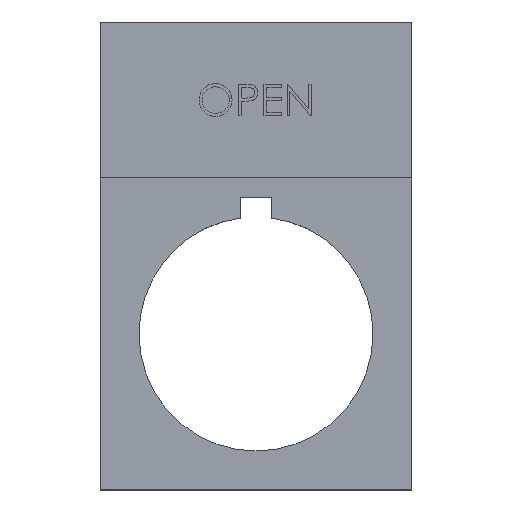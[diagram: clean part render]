
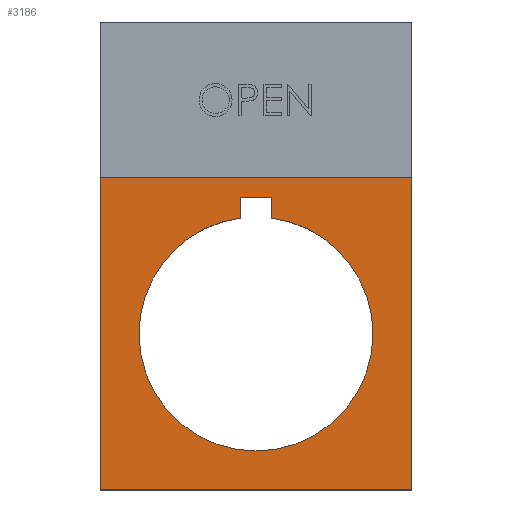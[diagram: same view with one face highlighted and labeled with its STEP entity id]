
A CAD part, top view. The second image highlights one B-rep face of the part: STEP entity #3186.
In plain terms, the highlighted planar face has unit normal (0, 0, 1).
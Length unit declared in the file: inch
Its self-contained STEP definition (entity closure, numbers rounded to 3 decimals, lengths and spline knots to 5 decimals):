
#5 = LINE ( 'NONE', #1862, #2285 ) ;
#77 = DIRECTION ( 'NONE',  ( -1., 0., 0. ) ) ;
#113 = LINE ( 'NONE', #607, #1780 ) ;
#174 = ORIENTED_EDGE ( 'NONE', *, *, #2388, .F. ) ;
#225 = CARTESIAN_POINT ( 'NONE',  ( 0.59055, -0.59055, 0.01969 ) ) ;
#244 = CARTESIAN_POINT ( 'NONE',  ( 0.05906, 0.43896, 0.01969 ) ) ;
#277 = CARTESIAN_POINT ( 'NONE',  ( 0.05906, 0.43896, 0.01969 ) ) ;
#289 = DIRECTION ( 'NONE',  ( 1., 0., 0. ) ) ;
#299 = CARTESIAN_POINT ( 'NONE',  ( 0.59055, 0.59055, 0.01969 ) ) ;
#400 = CARTESIAN_POINT ( 'NONE',  ( -0.59055, -0.59055, 0.01969 ) ) ;
#481 = CARTESIAN_POINT ( 'NONE',  ( -0.59055, 1.1811, 0.01969 ) ) ;
#524 = DIRECTION ( 'NONE',  ( 0., 0., -1. ) ) ;
#562 = AXIS2_PLACEMENT_3D ( 'NONE', #3443, #524, #2877 ) ;
#607 = CARTESIAN_POINT ( 'NONE',  ( 0.05906, 0.5177, 0.01969 ) ) ;
#695 = CIRCLE ( 'NONE', #562, 0.44291 ) ;
#701 = LINE ( 'NONE', #277, #1590 ) ;
#805 = CARTESIAN_POINT ( 'NONE',  ( 0.59055, 0.59055, 0.01969 ) ) ;
#817 = CARTESIAN_POINT ( 'NONE',  ( -0.59055, 0.59055, 0.01969 ) ) ;
#838 = DIRECTION ( 'NONE',  ( 0., 0., -1. ) ) ;
#883 = CARTESIAN_POINT ( 'NONE',  ( -0.05906, 0.5177, 0.01969 ) ) ;
#888 = DIRECTION ( 'NONE',  ( 0., 0., -1. ) ) ;
#916 = ORIENTED_EDGE ( 'NONE', *, *, #3386, .T. ) ;
#958 = VERTEX_POINT ( 'NONE', #3394 ) ;
#1004 = PLANE ( 'NONE',  #2927 ) ;
#1065 = EDGE_CURVE ( 'NONE', #2885, #3736, #2656, .T. ) ;
#1119 = CARTESIAN_POINT ( 'NONE',  ( 0.19685, 0.59055, 0.01969 ) ) ;
#1151 = AXIS2_PLACEMENT_3D ( 'NONE', #2884, #838, #2304 ) ;
#1181 = ORIENTED_EDGE ( 'NONE', *, *, #2969, .T. ) ;
#1201 = ORIENTED_EDGE ( 'NONE', *, *, #1065, .F. ) ;
#1219 = CARTESIAN_POINT ( 'NONE',  ( -0.44291, 0., 0.01969 ) ) ;
#1286 = CARTESIAN_POINT ( 'NONE',  ( 0., 0.29528, 0.01969 ) ) ;
#1337 = EDGE_LOOP ( 'NONE', ( #2727, #2453, #1181, #3140, #3133, #1350 ) ) ;
#1350 = ORIENTED_EDGE ( 'NONE', *, *, #1527, .T. ) ;
#1403 = CARTESIAN_POINT ( 'NONE',  ( 0.44291, 0., 0.01969 ) ) ;
#1412 = CARTESIAN_POINT ( 'NONE',  ( -0.05906, 0.5177, 0.01969 ) ) ;
#1434 = B_SPLINE_CURVE_WITH_KNOTS ( 'NONE', 3,
 ( #805, #1119, #3182, #817 ),
 .UNSPECIFIED., .F., .F.,
 ( 4, 4 ),
 ( 0., 1. ),
 .UNSPECIFIED. ) ;
#1449 = VERTEX_POINT ( 'NONE', #299 ) ;
#1527 = EDGE_CURVE ( 'NONE', #958, #2890, #1977, .T. ) ;
#1590 = VECTOR ( 'NONE', #2424, 39.37008 ) ;
#1623 = EDGE_CURVE ( 'NONE', #2890, #2505, #113, .T. ) ;
#1647 = DIRECTION ( 'NONE',  ( 0., 1., 0. ) ) ;
#1771 = DIRECTION ( 'NONE',  ( 0., 1., 0. ) ) ;
#1780 = VECTOR ( 'NONE', #3226, 39.37008 ) ;
#1862 = CARTESIAN_POINT ( 'NONE',  ( 0.59055, -0.59055, 0.01969 ) ) ;
#1977 = LINE ( 'NONE', #883, #2387 ) ;
#2285 = VECTOR ( 'NONE', #3611, 39.37008 ) ;
#2304 = DIRECTION ( 'NONE',  ( 1., 0., 0. ) ) ;
#2308 = EDGE_CURVE ( 'NONE', #1449, #3368, #5, .T. ) ;
#2387 = VECTOR ( 'NONE', #1771, 39.37008 ) ;
#2388 = EDGE_CURVE ( 'NONE', #3368, #2885, #3061, .T. ) ;
#2424 = DIRECTION ( 'NONE',  ( 0., -1., 0. ) ) ;
#2453 = ORIENTED_EDGE ( 'NONE', *, *, #3049, .T. ) ;
#2505 = VERTEX_POINT ( 'NONE', #3370 ) ;
#2577 = EDGE_CURVE ( 'NONE', #3331, #3164, #2591, .T. ) ;
#2591 = CIRCLE ( 'NONE', #1151, 0.44291 ) ;
#2630 = CIRCLE ( 'NONE', #3598, 0.44291 ) ;
#2633 = VERTEX_POINT ( 'NONE', #244 ) ;
#2656 = LINE ( 'NONE', #481, #3034 ) ;
#2659 = CARTESIAN_POINT ( 'NONE',  ( 0., 0., 0.01969 ) ) ;
#2727 = ORIENTED_EDGE ( 'NONE', *, *, #1623, .T. ) ;
#2877 = DIRECTION ( 'NONE',  ( 1., 0., 0. ) ) ;
#2884 = CARTESIAN_POINT ( 'NONE',  ( 0., 0., 0.01969 ) ) ;
#2885 = VERTEX_POINT ( 'NONE', #3801 ) ;
#2890 = VERTEX_POINT ( 'NONE', #1412 ) ;
#2894 = ORIENTED_EDGE ( 'NONE', *, *, #2308, .F. ) ;
#2927 = AXIS2_PLACEMENT_3D ( 'NONE', #1286, #3069, #3624 ) ;
#2948 = FACE_OUTER_BOUND ( 'NONE', #3649, .T. ) ;
#2969 = EDGE_CURVE ( 'NONE', #2633, #3331, #2630, .T. ) ;
#3034 = VECTOR ( 'NONE', #1647, 39.37008 ) ;
#3049 = EDGE_CURVE ( 'NONE', #2505, #2633, #701, .T. ) ;
#3061 = LINE ( 'NONE', #400, #3656 ) ;
#3068 = CARTESIAN_POINT ( 'NONE',  ( -0.59055, 0.59055, 0.01969 ) ) ;
#3069 = DIRECTION ( 'NONE',  ( 0., 0., 1. ) ) ;
#3096 = FACE_BOUND ( 'NONE', #1337, .T. ) ;
#3133 = ORIENTED_EDGE ( 'NONE', *, *, #3363, .T. ) ;
#3140 = ORIENTED_EDGE ( 'NONE', *, *, #2577, .T. ) ;
#3164 = VERTEX_POINT ( 'NONE', #1219 ) ;
#3182 = CARTESIAN_POINT ( 'NONE',  ( -0.19685, 0.59055, 0.01969 ) ) ;
#3186 = ADVANCED_FACE ( 'NONE', ( #3096, #2948 ), #1004, .T. ) ;
#3226 = DIRECTION ( 'NONE',  ( 1., 0., 0. ) ) ;
#3331 = VERTEX_POINT ( 'NONE', #1403 ) ;
#3363 = EDGE_CURVE ( 'NONE', #3164, #958, #695, .T. ) ;
#3368 = VERTEX_POINT ( 'NONE', #225 ) ;
#3370 = CARTESIAN_POINT ( 'NONE',  ( 0.05906, 0.5177, 0.01969 ) ) ;
#3386 = EDGE_CURVE ( 'NONE', #1449, #3736, #1434, .T. ) ;
#3394 = CARTESIAN_POINT ( 'NONE',  ( -0.05906, 0.43896, 0.01969 ) ) ;
#3443 = CARTESIAN_POINT ( 'NONE',  ( 0., 0., 0.01969 ) ) ;
#3598 = AXIS2_PLACEMENT_3D ( 'NONE', #2659, #888, #289 ) ;
#3611 = DIRECTION ( 'NONE',  ( 0., -1., 0. ) ) ;
#3624 = DIRECTION ( 'NONE',  ( 1., 0., 0. ) ) ;
#3649 = EDGE_LOOP ( 'NONE', ( #174, #2894, #916, #1201 ) ) ;
#3656 = VECTOR ( 'NONE', #77, 39.37008 ) ;
#3736 = VERTEX_POINT ( 'NONE', #3068 ) ;
#3801 = CARTESIAN_POINT ( 'NONE',  ( -0.59055, -0.59055, 0.01969 ) ) ;
